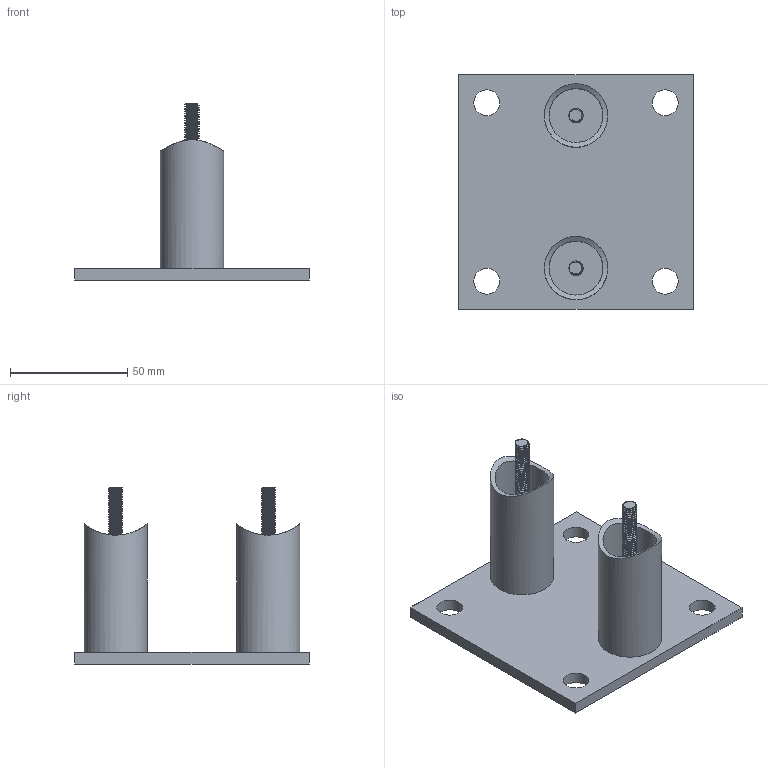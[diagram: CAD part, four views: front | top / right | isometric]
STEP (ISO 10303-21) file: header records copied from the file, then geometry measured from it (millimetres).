
FILE_DESCRIPTION(/* description */ (''),/* implementation_level */ '2;1');
FILE_NAME(/* name */ 'Wandanker_X233.stp',/* time_stamp */ '2017-07-09T18:10:12+02:00',/* author */ (''),/* organization */ (''),/* preprocessor_version */ 'ST-DEVELOPER v16',/* originating_system */ 'SIEMENS PLM Software NX 11.0',/* authorisation */ '');
FILE_SCHEMA (('AUTOMOTIVE_DESIGN { 1 0 10303 214 3 1 1 1 }'));
Length unit declared in the file: millimetre
Products named in the file (1): Goge27002CBEtxnr
Bounding box: 100 x 100 x 75 mm (x, y, z)
Volume: 67911 mm3; surface area: 42917.8 mm2
Topology: 3 solids, 3 shells, 50 faces, 133 edges, 114 vertices
Faces by surface type: plane 28, cylinder 18, bspline 4
Full cylindrical faces by diameter (mm): 8 x2, 9 x2, 11 x4, 23 x2, 27 x2
Entity records: 38572 total; most frequent: CARTESIAN_POINT 37282, DIRECTION 228, ORIENTED_EDGE 192, EDGE_CURVE 96, AXIS2_PLACEMENT_3D 83, EDGE_LOOP 82, VERTEX_POINT 72, LINE 62
